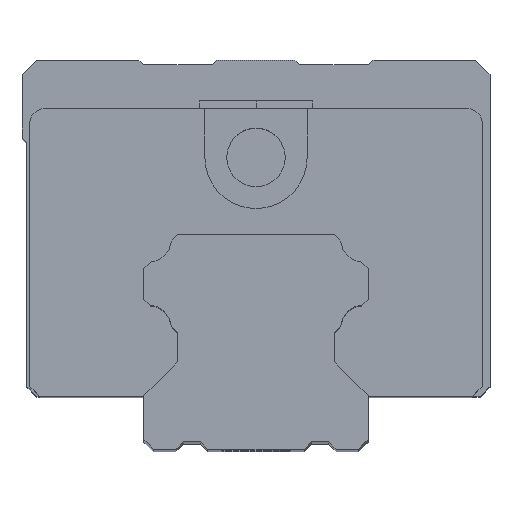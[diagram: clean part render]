
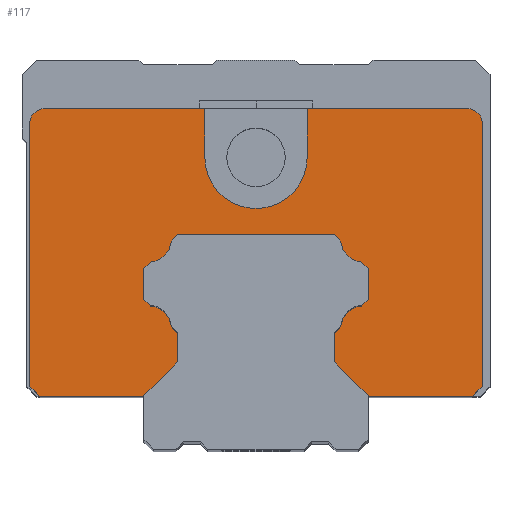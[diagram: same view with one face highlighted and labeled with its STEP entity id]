
A CAD part, top view. The second image highlights one B-rep face of the part: STEP entity #117.
In plain terms, the highlighted planar face has unit normal (0, 0, 1).
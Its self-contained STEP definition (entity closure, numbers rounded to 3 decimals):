
#117=ADVANCED_FACE('',(#366),#367,.T.);
#366=FACE_OUTER_BOUND('',#743,.T.);
#367=PLANE('',#744);
#743=EDGE_LOOP('',(#1566,#1567,#1568,#1569,#1570,#1571,#1572,#1573,#1574,#1575,#1576,#1577,#1578,#1579,#1580,#1581,#1582,#1583,#1584,#1585,#1586,#1587,#1588,#1589,#1590,#1591,#1592,#1593,#1594,#1595,#1596,#1597));
#744=AXIS2_PLACEMENT_3D('',#1598,#1599,#1600);
#1566=ORIENTED_EDGE('',*,*,#2718,.F.);
#1567=ORIENTED_EDGE('',*,*,#2711,.F.);
#1568=ORIENTED_EDGE('',*,*,#2696,.F.);
#1569=ORIENTED_EDGE('',*,*,#2731,.F.);
#1570=ORIENTED_EDGE('',*,*,#2576,.F.);
#1571=ORIENTED_EDGE('',*,*,#2581,.F.);
#1572=ORIENTED_EDGE('',*,*,#2584,.F.);
#1573=ORIENTED_EDGE('',*,*,#2587,.F.);
#1574=ORIENTED_EDGE('',*,*,#2590,.F.);
#1575=ORIENTED_EDGE('',*,*,#2593,.F.);
#1576=ORIENTED_EDGE('',*,*,#2596,.F.);
#1577=ORIENTED_EDGE('',*,*,#2599,.F.);
#1578=ORIENTED_EDGE('',*,*,#2602,.F.);
#1579=ORIENTED_EDGE('',*,*,#2605,.F.);
#1580=ORIENTED_EDGE('',*,*,#2608,.F.);
#1581=ORIENTED_EDGE('',*,*,#2611,.F.);
#1582=ORIENTED_EDGE('',*,*,#2614,.F.);
#1583=ORIENTED_EDGE('',*,*,#2617,.F.);
#1584=ORIENTED_EDGE('',*,*,#2620,.F.);
#1585=ORIENTED_EDGE('',*,*,#2623,.F.);
#1586=ORIENTED_EDGE('',*,*,#2626,.F.);
#1587=ORIENTED_EDGE('',*,*,#2629,.F.);
#1588=ORIENTED_EDGE('',*,*,#2632,.F.);
#1589=ORIENTED_EDGE('',*,*,#2635,.F.);
#1590=ORIENTED_EDGE('',*,*,#2640,.F.);
#1591=ORIENTED_EDGE('',*,*,#2732,.F.);
#1592=ORIENTED_EDGE('',*,*,#2654,.F.);
#1593=ORIENTED_EDGE('',*,*,#2733,.F.);
#1594=ORIENTED_EDGE('',*,*,#2713,.F.);
#1595=ORIENTED_EDGE('',*,*,#2723,.F.);
#1596=ORIENTED_EDGE('',*,*,#2730,.F.);
#1597=ORIENTED_EDGE('',*,*,#2734,.F.);
#1598=CARTESIAN_POINT('',(-24.0,40.0,-36.0));
#1599=DIRECTION('',(0.0,0.0,1.0));
#1600=DIRECTION('',(1.0,0.0,0.0));
#2576=EDGE_CURVE('',#3142,#3143,#3144,.T.);
#2581=EDGE_CURVE('',#3151,#3142,#3152,.T.);
#2584=EDGE_CURVE('',#3156,#3151,#3157,.T.);
#2587=EDGE_CURVE('',#3161,#3156,#3162,.T.);
#2590=EDGE_CURVE('',#3166,#3161,#3167,.T.);
#2593=EDGE_CURVE('',#3171,#3166,#3172,.T.);
#2596=EDGE_CURVE('',#3176,#3171,#3177,.T.);
#2599=EDGE_CURVE('',#3181,#3176,#3182,.T.);
#2602=EDGE_CURVE('',#3186,#3181,#3187,.T.);
#2605=EDGE_CURVE('',#3191,#3186,#3192,.T.);
#2608=EDGE_CURVE('',#3196,#3191,#3197,.T.);
#2611=EDGE_CURVE('',#3201,#3196,#3202,.T.);
#2614=EDGE_CURVE('',#3206,#3201,#3207,.T.);
#2617=EDGE_CURVE('',#3211,#3206,#3212,.T.);
#2620=EDGE_CURVE('',#3216,#3211,#3217,.T.);
#2623=EDGE_CURVE('',#3221,#3216,#3222,.T.);
#2626=EDGE_CURVE('',#3226,#3221,#3227,.T.);
#2629=EDGE_CURVE('',#3231,#3226,#3232,.T.);
#2632=EDGE_CURVE('',#3236,#3231,#3237,.T.);
#2635=EDGE_CURVE('',#3241,#3236,#3242,.T.);
#2640=EDGE_CURVE('',#3247,#3241,#3249,.T.);
#2654=EDGE_CURVE('',#3271,#3273,#3274,.T.);
#2696=EDGE_CURVE('',#3339,#3341,#3342,.T.);
#2711=EDGE_CURVE('',#3341,#3363,#3364,.T.);
#2713=EDGE_CURVE('',#3366,#3367,#3368,.T.);
#2718=EDGE_CURVE('',#3363,#3375,#3376,.T.);
#2723=EDGE_CURVE('',#3383,#3366,#3385,.T.);
#2730=EDGE_CURVE('',#3394,#3383,#3396,.T.);
#2731=EDGE_CURVE('',#3143,#3339,#3397,.T.);
#2732=EDGE_CURVE('',#3273,#3247,#3398,.T.);
#2733=EDGE_CURVE('',#3367,#3271,#3399,.T.);
#2734=EDGE_CURVE('',#3375,#3394,#3400,.T.);
#3142=VERTEX_POINT('',#4009);
#3143=VERTEX_POINT('',#4010);
#3144=LINE('',#4011,#4012);
#3151=VERTEX_POINT('',#4023);
#3152=LINE('',#4024,#4025);
#3156=VERTEX_POINT('',#4031);
#3157=LINE('',#4032,#4033);
#3161=VERTEX_POINT('',#4039);
#3162=LINE('',#4040,#4041);
#3166=VERTEX_POINT('',#4047);
#3167=CIRCLE('',#4048,2.3);
#3171=VERTEX_POINT('',#4053);
#3172=LINE('',#4054,#4055);
#3176=VERTEX_POINT('',#4061);
#3177=LINE('',#4062,#4063);
#3181=VERTEX_POINT('',#4069);
#3182=LINE('',#4070,#4071);
#3186=VERTEX_POINT('',#4077);
#3187=CIRCLE('',#4078,2.3);
#3191=VERTEX_POINT('',#4083);
#3192=LINE('',#4084,#4085);
#3196=VERTEX_POINT('',#4091);
#3197=LINE('',#4092,#4093);
#3201=VERTEX_POINT('',#4099);
#3202=LINE('',#4100,#4101);
#3206=VERTEX_POINT('',#4107);
#3207=CIRCLE('',#4108,2.3);
#3211=VERTEX_POINT('',#4113);
#3212=LINE('',#4114,#4115);
#3216=VERTEX_POINT('',#4121);
#3217=LINE('',#4122,#4123);
#3221=VERTEX_POINT('',#4129);
#3222=LINE('',#4130,#4131);
#3226=VERTEX_POINT('',#4137);
#3227=CIRCLE('',#4138,2.3);
#3231=VERTEX_POINT('',#4143);
#3232=LINE('',#4144,#4145);
#3236=VERTEX_POINT('',#4151);
#3237=LINE('',#4152,#4153);
#3241=VERTEX_POINT('',#4159);
#3242=LINE('',#4160,#4161);
#3247=VERTEX_POINT('',#4169);
#3249=LINE('',#4172,#4173);
#3271=VERTEX_POINT('',#4202);
#3273=VERTEX_POINT('',#4205);
#3274=LINE('',#4206,#4207);
#3339=VERTEX_POINT('',#4299);
#3341=VERTEX_POINT('',#4302);
#3342=LINE('',#4303,#4304);
#3363=VERTEX_POINT('',#4331);
#3364=CIRCLE('',#4332,1.5);
#3366=VERTEX_POINT('',#4335);
#3367=VERTEX_POINT('',#4336);
#3368=LINE('',#4337,#4338);
#3375=VERTEX_POINT('',#4349);
#3376=LINE('',#4350,#4351);
#3383=VERTEX_POINT('',#4361);
#3385=LINE('',#4364,#4365);
#3394=VERTEX_POINT('',#4376);
#3396=CIRCLE('',#4379,5.25);
#3397=LINE('',#4380,#4381);
#3398=LINE('',#4382,#4383);
#3399=CIRCLE('',#4384,1.5);
#3400=LINE('',#4385,#4386);
#4009=CARTESIAN_POINT('',(-11.5,5.5,-36.0));
#4010=CARTESIAN_POINT('',(-22.2,5.5,-36.0));
#4011=CARTESIAN_POINT('',(-11.5,5.5,-36.0));
#4012=VECTOR('',#5026,10.7);
#4023=CARTESIAN_POINT('',(-8.05,8.95,-36.0));
#4024=CARTESIAN_POINT('',(-8.05,8.95,-36.0));
#4025=VECTOR('',#5031,4.879);
#4031=CARTESIAN_POINT('',(-8.05,11.95,-36.0));
#4032=CARTESIAN_POINT('',(-8.05,11.95,-36.0));
#4033=VECTOR('',#5034,3.0);
#4039=CARTESIAN_POINT('',(-8.699,12.599,-36.0));
#4040=CARTESIAN_POINT('',(-8.699,12.599,-36.0));
#4041=VECTOR('',#5037,0.918);
#4047=CARTESIAN_POINT('',(-10.851,14.751,-36.0));
#4048=AXIS2_PLACEMENT_3D('',#5040,#5041,#5042);
#4053=CARTESIAN_POINT('',(-11.5,15.4,-36.0));
#4054=CARTESIAN_POINT('',(-11.5,15.4,-36.0));
#4055=VECTOR('',#5047,0.918);
#4061=CARTESIAN_POINT('',(-11.5,18.55,-36.0));
#4062=CARTESIAN_POINT('',(-11.5,18.55,-36.0));
#4063=VECTOR('',#5050,3.15);
#4069=CARTESIAN_POINT('',(-10.851,19.199,-36.0));
#4070=CARTESIAN_POINT('',(-10.851,19.199,-36.0));
#4071=VECTOR('',#5053,0.918);
#4077=CARTESIAN_POINT('',(-8.699,21.351,-36.0));
#4078=AXIS2_PLACEMENT_3D('',#5056,#5057,#5058);
#4083=CARTESIAN_POINT('',(-8.05,22.0,-36.0));
#4084=CARTESIAN_POINT('',(-8.05,22.0,-36.0));
#4085=VECTOR('',#5063,0.918);
#4091=CARTESIAN_POINT('',(8.05,22.0,-36.0));
#4092=CARTESIAN_POINT('',(8.05,22.0,-36.0));
#4093=VECTOR('',#5066,16.1);
#4099=CARTESIAN_POINT('',(8.699,21.351,-36.0));
#4100=CARTESIAN_POINT('',(8.699,21.351,-36.0));
#4101=VECTOR('',#5069,0.918);
#4107=CARTESIAN_POINT('',(10.851,19.199,-36.0));
#4108=AXIS2_PLACEMENT_3D('',#5072,#5073,#5074);
#4113=CARTESIAN_POINT('',(11.5,18.55,-36.0));
#4114=CARTESIAN_POINT('',(11.5,18.55,-36.0));
#4115=VECTOR('',#5079,0.918);
#4121=CARTESIAN_POINT('',(11.5,15.4,-36.0));
#4122=CARTESIAN_POINT('',(11.5,15.4,-36.0));
#4123=VECTOR('',#5082,3.15);
#4129=CARTESIAN_POINT('',(10.851,14.751,-36.0));
#4130=CARTESIAN_POINT('',(10.851,14.751,-36.0));
#4131=VECTOR('',#5085,0.918);
#4137=CARTESIAN_POINT('',(8.699,12.599,-36.0));
#4138=AXIS2_PLACEMENT_3D('',#5088,#5089,#5090);
#4143=CARTESIAN_POINT('',(8.05,11.95,-36.0));
#4144=CARTESIAN_POINT('',(8.05,11.95,-36.0));
#4145=VECTOR('',#5095,0.918);
#4151=CARTESIAN_POINT('',(8.05,8.95,-36.0));
#4152=CARTESIAN_POINT('',(8.05,8.95,-36.0));
#4153=VECTOR('',#5098,3.);
#4159=CARTESIAN_POINT('',(11.5,5.5,-36.0));
#4160=CARTESIAN_POINT('',(11.5,5.5,-36.0));
#4161=VECTOR('',#5101,4.879);
#4169=CARTESIAN_POINT('',(22.2,5.5,-36.0));
#4172=CARTESIAN_POINT('',(22.2,5.5,-36.0));
#4173=VECTOR('',#5106,10.7);
#4202=CARTESIAN_POINT('',(23.2,33.5,-36.0));
#4205=CARTESIAN_POINT('',(23.2,6.5,-36.0));
#4206=CARTESIAN_POINT('',(23.2,33.5,-36.0));
#4207=VECTOR('',#5130,27.0);
#4299=CARTESIAN_POINT('',(-23.2,6.5,-36.0));
#4302=CARTESIAN_POINT('',(-23.2,33.5,-36.0));
#4303=CARTESIAN_POINT('',(-23.2,6.5,-36.0));
#4304=VECTOR('',#5198,27.0);
#4331=CARTESIAN_POINT('',(-21.7,35.0,-36.0));
#4332=AXIS2_PLACEMENT_3D('',#5229,#5230,#5231);
#4335=CARTESIAN_POINT('',(5.25,35.0,-36.0));
#4336=CARTESIAN_POINT('',(21.7,35.0,-36.0));
#4337=CARTESIAN_POINT('',(5.25,35.0,-36.0));
#4338=VECTOR('',#5233,16.45);
#4349=CARTESIAN_POINT('',(-5.25,35.0,-36.0));
#4350=CARTESIAN_POINT('',(-21.7,35.0,-36.0));
#4351=VECTOR('',#5238,16.45);
#4361=CARTESIAN_POINT('',(5.25,30.0,-36.0));
#4364=CARTESIAN_POINT('',(5.25,30.0,-36.0));
#4365=VECTOR('',#5243,5.0);
#4376=CARTESIAN_POINT('',(-5.25,30.0,-36.0));
#4379=AXIS2_PLACEMENT_3D('',#5256,#5257,#5258);
#4380=CARTESIAN_POINT('',(-22.2,5.5,-36.0));
#4381=VECTOR('',#5259,1.414);
#4382=CARTESIAN_POINT('',(23.2,6.5,-36.0));
#4383=VECTOR('',#5260,1.414);
#4384=AXIS2_PLACEMENT_3D('',#5261,#5262,#5263);
#4385=CARTESIAN_POINT('',(-5.25,35.0,-36.0));
#4386=VECTOR('',#5264,5.0);
#5026=DIRECTION('',(-1.0,0.0,0.0));
#5031=DIRECTION('',(-0.707,-0.707,0.0));
#5034=DIRECTION('',(0.,-1.0,0.0));
#5037=DIRECTION('',(0.707,-0.707,0.0));
#5040=CARTESIAN_POINT('',(-10.995,12.455,-36.0));
#5041=DIRECTION('',(0.0,0.0,-1.0));
#5042=DIRECTION('',(0.063,0.998,0.0));
#5047=DIRECTION('',(0.707,-0.707,0.0));
#5050=DIRECTION('',(0.,-1.0,0.0));
#5053=DIRECTION('',(-0.707,-0.707,0.0));
#5056=CARTESIAN_POINT('',(-10.995,21.495,-36.0));
#5057=DIRECTION('',(0.0,0.0,-1.0));
#5058=DIRECTION('',(0.998,-0.063,0.0));
#5063=DIRECTION('',(-0.707,-0.707,0.0));
#5066=DIRECTION('',(-1.0,0.0,0.0));
#5069=DIRECTION('',(-0.707,0.707,0.0));
#5072=CARTESIAN_POINT('',(10.995,21.495,-36.0));
#5073=DIRECTION('',(-0.0,0.0,-1.0));
#5074=DIRECTION('',(-0.063,-0.998,0.0));
#5079=DIRECTION('',(-0.707,0.707,0.0));
#5082=DIRECTION('',(0.,1.0,0.0));
#5085=DIRECTION('',(0.707,0.707,0.0));
#5088=CARTESIAN_POINT('',(10.995,12.455,-36.0));
#5089=DIRECTION('',(0.0,0.0,-1.0));
#5090=DIRECTION('',(-0.998,0.063,0.0));
#5095=DIRECTION('',(0.707,0.707,0.0));
#5098=DIRECTION('',(0.,1.0,0.0));
#5101=DIRECTION('',(-0.707,0.707,0.0));
#5106=DIRECTION('',(-1.0,0.0,0.0));
#5130=DIRECTION('',(0.0,-1.0,0.0));
#5198=DIRECTION('',(0.0,1.0,0.0));
#5229=CARTESIAN_POINT('',(-21.7,33.5,-36.0));
#5230=DIRECTION('',(0.0,0.0,-1.0));
#5231=DIRECTION('',(-1.0,0.0,0.0));
#5233=DIRECTION('',(1.0,0.0,0.0));
#5238=DIRECTION('',(1.0,0.0,0.0));
#5243=DIRECTION('',(0.0,1.0,0.0));
#5256=CARTESIAN_POINT('',(0.0,30.0,-36.0));
#5257=DIRECTION('',(0.0,0.0,1.0));
#5258=DIRECTION('',(-1.0,0.0,0.0));
#5259=DIRECTION('',(-0.707,0.707,0.0));
#5260=DIRECTION('',(-0.707,-0.707,0.0));
#5261=CARTESIAN_POINT('',(21.7,33.5,-36.0));
#5262=DIRECTION('',(0.0,0.0,-1.0));
#5263=DIRECTION('',(0.0,1.0,0.0));
#5264=DIRECTION('',(0.0,-1.0,0.0));
